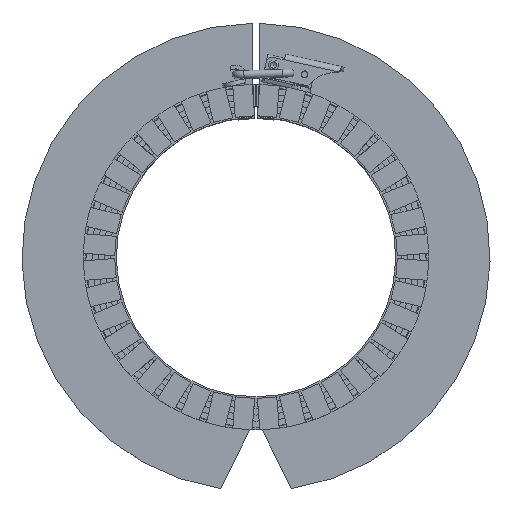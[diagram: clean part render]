
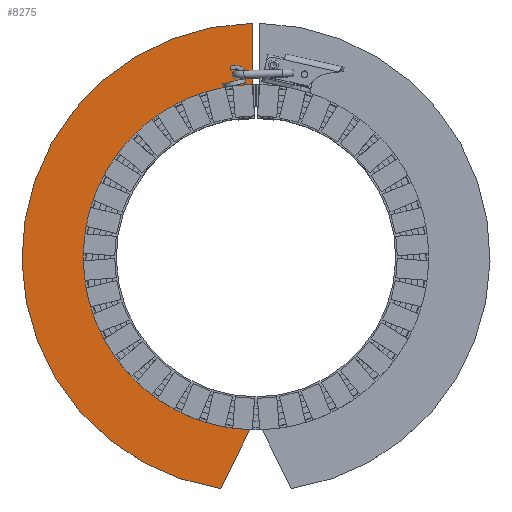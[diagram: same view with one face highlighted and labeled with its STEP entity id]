
A CAD part, top view. The second image highlights one B-rep face of the part: STEP entity #8275.
In plain terms, the highlighted planar face has unit normal (0, 0, 1).
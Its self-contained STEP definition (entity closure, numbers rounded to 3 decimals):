
#8139=CARTESIAN_POINT('',(-2.5,-70.956,-26.95));
#8140=VERTEX_POINT('',#8139);
#8147=CARTESIAN_POINT('',(-14.582,-95.19,-26.95));
#8148=VERTEX_POINT('',#8147);
#8149=CARTESIAN_POINT('',(-14.582,-95.19,-26.95));
#8150=DIRECTION('',(0.446,0.895,0.0));
#8151=VECTOR('',#8150,27.079);
#8152=LINE('',#8149,#8151);
#8153=EDGE_CURVE('',#8148,#8140,#8152,.T.);
#8178=CARTESIAN_POINT('',(-1.5,70.984,-26.95));
#8179=VERTEX_POINT('',#8178);
#8186=CARTESIAN_POINT('',(0.0,0.0,-26.95));
#8187=DIRECTION('',(0.0,0.0,-1.0));
#8188=DIRECTION('',(-0.035,-0.999,0.0));
#8189=AXIS2_PLACEMENT_3D('',#8186,#8187,#8188);
#8190=CIRCLE('',#8189,71.);
#8191=EDGE_CURVE('',#8140,#8179,#8190,.T.);
#8210=CARTESIAN_POINT('',(-1.5,96.288,-26.95));
#8211=VERTEX_POINT('',#8210);
#8218=CARTESIAN_POINT('',(-1.5,70.984,-26.95));
#8219=DIRECTION('',(0.0,1.0,0.0));
#8220=VECTOR('',#8219,25.304);
#8221=LINE('',#8218,#8220);
#8222=EDGE_CURVE('',#8179,#8211,#8221,.T.);
#8241=CARTESIAN_POINT('',(0.0,0.0,-26.95));
#8242=DIRECTION('',(0.0,0.0,1.0));
#8243=DIRECTION('',(0.151,0.988,0.0));
#8244=AXIS2_PLACEMENT_3D('',#8241,#8242,#8243);
#8245=CIRCLE('',#8244,96.3);
#8246=EDGE_CURVE('',#8211,#8148,#8245,.T.);
#8264=CARTESIAN_POINT('',(-47.051,1.94,-26.95));
#8265=DIRECTION('',(0.0,0.0,-1.0));
#8266=DIRECTION('',(-1.0,0.0,0.0));
#8267=AXIS2_PLACEMENT_3D('',#8264,#8265,#8266);
#8268=PLANE('',#8267);
#8269=ORIENTED_EDGE('',*,*,#8246,.T.);
#8270=ORIENTED_EDGE('',*,*,#8153,.T.);
#8271=ORIENTED_EDGE('',*,*,#8191,.T.);
#8272=ORIENTED_EDGE('',*,*,#8222,.T.);
#8273=EDGE_LOOP('',(#8269,#8270,#8271,#8272));
#8274=FACE_OUTER_BOUND('',#8273,.T.);
#8275=ADVANCED_FACE('',(#8274),#8268,.F.);
